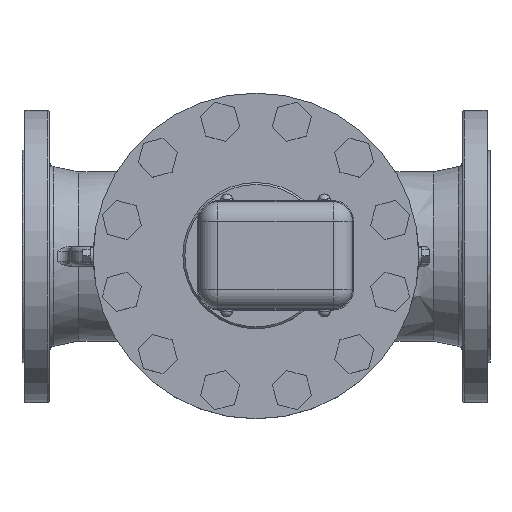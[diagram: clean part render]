
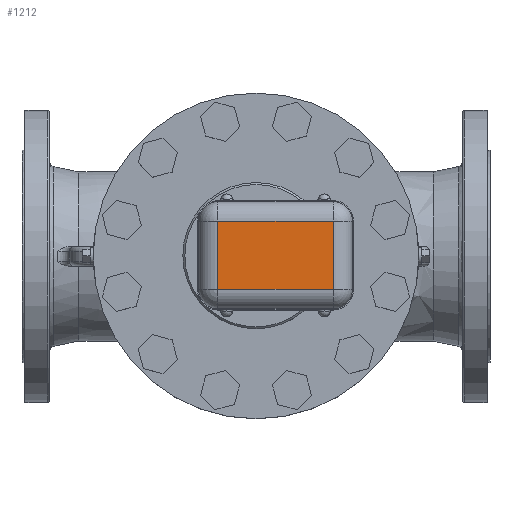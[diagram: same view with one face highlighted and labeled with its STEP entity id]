
A CAD part, top view. The second image highlights one B-rep face of the part: STEP entity #1212.
In plain terms, the highlighted planar face has unit normal (0, 0, 1).
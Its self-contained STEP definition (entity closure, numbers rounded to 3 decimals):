
#875=CARTESIAN_POINT('',(79.,35.,755.));
#876=VERTEX_POINT('',#875);
#884=CARTESIAN_POINT('',(79.0,-35.0,755.));
#885=VERTEX_POINT('',#884);
#886=CARTESIAN_POINT('',(79.,35.,755.));
#887=DIRECTION('',(0.0,-1.0,0.0));
#888=VECTOR('',#887,70.);
#889=LINE('',#886,#888);
#890=EDGE_CURVE('',#876,#885,#889,.T.);
#924=CARTESIAN_POINT('',(-39.0,-35.,755.));
#925=VERTEX_POINT('',#924);
#926=CARTESIAN_POINT('',(79.0,-35.0,755.));
#927=DIRECTION('',(-1.0,0.0,0.0));
#928=VECTOR('',#927,118.0);
#929=LINE('',#926,#928);
#930=EDGE_CURVE('',#885,#925,#929,.T.);
#964=CARTESIAN_POINT('',(-39.0,35.,755.));
#965=VERTEX_POINT('',#964);
#966=CARTESIAN_POINT('',(-39.0,-35.,755.));
#967=DIRECTION('',(0.0,1.0,0.0));
#968=VECTOR('',#967,70.0);
#969=LINE('',#966,#968);
#970=EDGE_CURVE('',#925,#965,#969,.T.);
#1038=CARTESIAN_POINT('',(-39.0,35.,755.));
#1039=DIRECTION('',(1.0,0.0,0.0));
#1040=VECTOR('',#1039,118.);
#1041=LINE('',#1038,#1040);
#1042=EDGE_CURVE('',#965,#876,#1041,.T.);
#1201=CARTESIAN_POINT('',(20.0,0.,755.));
#1202=DIRECTION('',(0.0,0.0,1.0));
#1203=DIRECTION('',(1.0,0.0,0.0));
#1204=AXIS2_PLACEMENT_3D('',#1201,#1202,#1203);
#1205=PLANE('',#1204);
#1206=ORIENTED_EDGE('',*,*,#890,.F.);
#1207=ORIENTED_EDGE('',*,*,#1042,.F.);
#1208=ORIENTED_EDGE('',*,*,#970,.F.);
#1209=ORIENTED_EDGE('',*,*,#930,.F.);
#1210=EDGE_LOOP('',(#1206,#1207,#1208,#1209));
#1211=FACE_OUTER_BOUND('',#1210,.T.);
#1212=ADVANCED_FACE('',(#1211),#1205,.T.);
